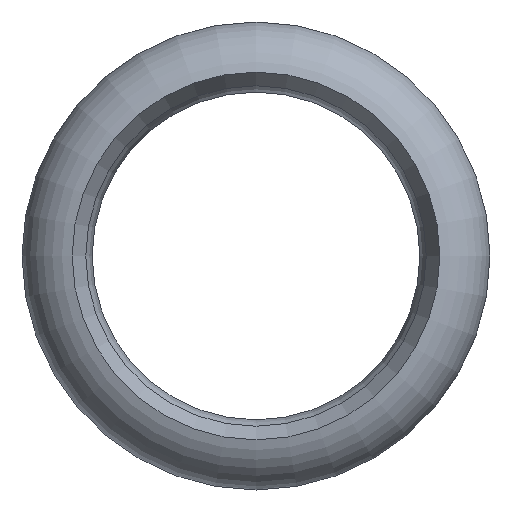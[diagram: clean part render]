
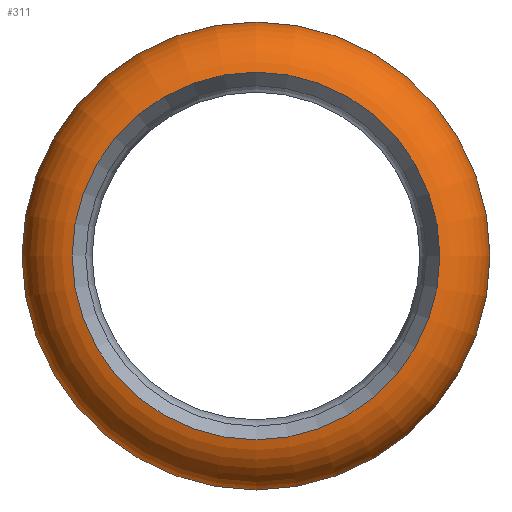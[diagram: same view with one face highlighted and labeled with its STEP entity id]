
A CAD part, left-side view. The second image highlights one B-rep face of the part: STEP entity #311.
In plain terms, the highlighted toroidal (fillet/blend) face has major radius 9.508 mm and minor radius 3.346 mm.
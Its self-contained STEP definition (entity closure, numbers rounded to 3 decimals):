
#49=FACE_OUTER_BOUND('',#63,.T.);
#63=EDGE_LOOP('',(#228,#229,#230,#231,#232,#233,#234,#235));
#90=CIRCLE('',#363,10.1);
#91=CIRCLE('',#364,10.1);
#92=CIRCLE('',#365,3.346);
#93=CIRCLE('',#366,10.65);
#94=CIRCLE('',#367,10.65);
#95=CIRCLE('',#368,10.65);
#96=CIRCLE('',#369,10.1);
#130=VERTEX_POINT('',#559);
#131=VERTEX_POINT('',#560);
#132=VERTEX_POINT('',#562);
#133=VERTEX_POINT('',#564);
#134=VERTEX_POINT('',#566);
#135=VERTEX_POINT('',#568);
#170=EDGE_CURVE('',#130,#131,#90,.T.);
#171=EDGE_CURVE('',#131,#132,#91,.T.);
#172=EDGE_CURVE('',#132,#133,#92,.T.);
#173=EDGE_CURVE('',#134,#133,#93,.T.);
#174=EDGE_CURVE('',#135,#134,#94,.T.);
#175=EDGE_CURVE('',#133,#135,#95,.T.);
#176=EDGE_CURVE('',#132,#130,#96,.T.);
#228=ORIENTED_EDGE('',*,*,#170,.T.);
#229=ORIENTED_EDGE('',*,*,#171,.T.);
#230=ORIENTED_EDGE('',*,*,#172,.T.);
#231=ORIENTED_EDGE('',*,*,#173,.F.);
#232=ORIENTED_EDGE('',*,*,#174,.F.);
#233=ORIENTED_EDGE('',*,*,#175,.F.);
#234=ORIENTED_EDGE('',*,*,#172,.F.);
#235=ORIENTED_EDGE('',*,*,#176,.T.);
#303=TOROIDAL_SURFACE('',#362,9.508,3.346);
#311=ADVANCED_FACE('',(#49),#303,.T.);
#362=AXIS2_PLACEMENT_3D('',#558,#443,#444);
#363=AXIS2_PLACEMENT_3D('',#561,#445,#446);
#364=AXIS2_PLACEMENT_3D('',#563,#447,#448);
#365=AXIS2_PLACEMENT_3D('',#565,#449,#450);
#366=AXIS2_PLACEMENT_3D('',#567,#451,#452);
#367=AXIS2_PLACEMENT_3D('',#569,#453,#454);
#368=AXIS2_PLACEMENT_3D('',#570,#455,#456);
#369=AXIS2_PLACEMENT_3D('',#571,#457,#458);
#443=DIRECTION('center_axis',(-1.,0.,0.));
#444=DIRECTION('ref_axis',(0.,0.,1.));
#445=DIRECTION('center_axis',(1.,0.,0.));
#446=DIRECTION('ref_axis',(0.,1.,0.));
#447=DIRECTION('center_axis',(1.,0.,0.));
#448=DIRECTION('ref_axis',(0.,1.,0.));
#449=DIRECTION('center_axis',(0.,-1.,0.));
#450=DIRECTION('ref_axis',(0.,0.,-1.));
#451=DIRECTION('center_axis',(1.,0.,0.));
#452=DIRECTION('ref_axis',(0.,1.,0.));
#453=DIRECTION('center_axis',(1.,0.,0.));
#454=DIRECTION('ref_axis',(0.,1.,0.));
#455=DIRECTION('center_axis',(1.,0.,0.));
#456=DIRECTION('ref_axis',(0.,1.,0.));
#457=DIRECTION('center_axis',(1.,0.,0.));
#458=DIRECTION('ref_axis',(0.,1.,0.));
#558=CARTESIAN_POINT('Origin',(-77.707,0.,0.));
#559=CARTESIAN_POINT('',(-81.,10.1,0.));
#560=CARTESIAN_POINT('',(-81.,-10.1,0.));
#561=CARTESIAN_POINT('Origin',(-81.,0.,0.));
#562=CARTESIAN_POINT('',(-81.,0.,-10.1));
#563=CARTESIAN_POINT('Origin',(-81.,0.,0.));
#564=CARTESIAN_POINT('',(-74.563,0.,-10.65));
#565=CARTESIAN_POINT('Origin',(-77.707,0.,
-9.508));
#566=CARTESIAN_POINT('',(-74.563,-10.65,0.));
#567=CARTESIAN_POINT('Origin',(-74.563,0.,0.));
#568=CARTESIAN_POINT('',(-74.563,10.65,0.));
#569=CARTESIAN_POINT('Origin',(-74.563,0.,0.));
#570=CARTESIAN_POINT('Origin',(-74.563,0.,0.));
#571=CARTESIAN_POINT('Origin',(-81.,0.,0.));
